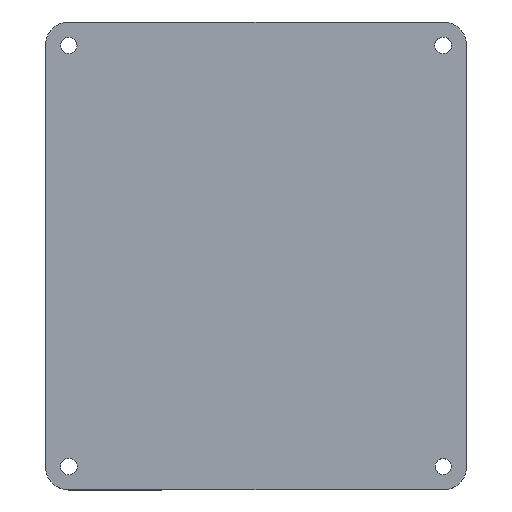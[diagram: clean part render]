
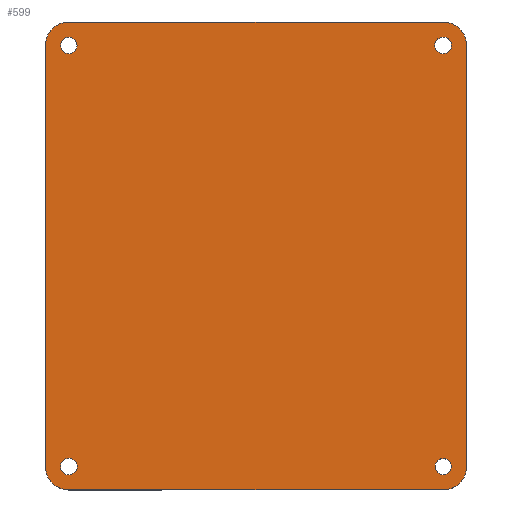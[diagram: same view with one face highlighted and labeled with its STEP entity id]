
A CAD part, top view. The second image highlights one B-rep face of the part: STEP entity #599.
In plain terms, the highlighted planar face has unit normal (0, 0, 1).
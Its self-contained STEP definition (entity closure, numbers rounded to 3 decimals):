
#2 = EDGE_CURVE ( 'NONE', #155, #293, #54, .T. ) ;
#7 = DIRECTION ( 'NONE',  ( 1., 0., 0. ) ) ;
#9 = DIRECTION ( 'NONE',  ( 1., 0., 0. ) ) ;
#24 = VECTOR ( 'NONE', #299, 1000. ) ;
#27 = CARTESIAN_POINT ( 'NONE',  ( -76.782, -32.831, 10. ) ) ;
#36 = LINE ( 'NONE', #581, #236 ) ;
#37 = VERTEX_POINT ( 'NONE', #390 ) ;
#40 = EDGE_LOOP ( 'NONE', ( #337, #368 ) ) ;
#51 = AXIS2_PLACEMENT_3D ( 'NONE', #616, #68, #419 ) ;
#54 = CIRCLE ( 'NONE', #341, 10. ) ;
#56 = DIRECTION ( 'NONE',  ( 0., 0., 1. ) ) ;
#60 = EDGE_CURVE ( 'NONE', #615, #635, #36, .T. ) ;
#65 = ORIENTED_EDGE ( 'NONE', *, *, #478, .F. ) ;
#68 = DIRECTION ( 'NONE',  ( 0., 0., 1. ) ) ;
#88 = VERTEX_POINT ( 'NONE', #481 ) ;
#89 = ORIENTED_EDGE ( 'NONE', *, *, #611, .F. ) ;
#94 = DIRECTION ( 'NONE',  ( 1., 0., 0. ) ) ;
#96 = CIRCLE ( 'NONE', #473, 10. ) ;
#103 = VERTEX_POINT ( 'NONE', #144 ) ;
#107 = DIRECTION ( 'NONE',  ( 1., 0., 0. ) ) ;
#113 = ORIENTED_EDGE ( 'NONE', *, *, #2, .T. ) ;
#118 = CARTESIAN_POINT ( 'NONE',  ( -66.782, 147.169, 10. ) ) ;
#126 = CIRCLE ( 'NONE', #187, 10. ) ;
#133 = AXIS2_PLACEMENT_3D ( 'NONE', #547, #351, #7 ) ;
#139 = ORIENTED_EDGE ( 'NONE', *, *, #258, .T. ) ;
#142 = CARTESIAN_POINT ( 'NONE',  ( 93.218, -32.831, 10. ) ) ;
#144 = CARTESIAN_POINT ( 'NONE',  ( -66.782, 157.169, 10. ) ) ;
#147 = DIRECTION ( 'NONE',  ( 0., 0., 1. ) ) ;
#151 = DIRECTION ( 'NONE',  ( 0., 0., 1. ) ) ;
#155 = VERTEX_POINT ( 'NONE', #287 ) ;
#158 = CIRCLE ( 'NONE', #224, 3.532 ) ;
#159 = CARTESIAN_POINT ( 'NONE',  ( 93.218, -42.831, 10. ) ) ;
#164 = CARTESIAN_POINT ( 'NONE',  ( 93.218, -32.831, 10. ) ) ;
#166 = VERTEX_POINT ( 'NONE', #296 ) ;
#170 = PLANE ( 'NONE',  #334 ) ;
#179 = CARTESIAN_POINT ( 'NONE',  ( 103.218, 147.169, 10. ) ) ;
#183 = DIRECTION ( 'NONE',  ( 0., 0., 1. ) ) ;
#187 = AXIS2_PLACEMENT_3D ( 'NONE', #260, #504, #512 ) ;
#190 = EDGE_CURVE ( 'NONE', #88, #238, #301, .T. ) ;
#196 = CARTESIAN_POINT ( 'NONE',  ( -63.25, 147.169, 10. ) ) ;
#207 = FACE_BOUND ( 'NONE', #572, .T. ) ;
#208 = DIRECTION ( 'NONE',  ( 0., 0., 1. ) ) ;
#215 = DIRECTION ( 'NONE',  ( 0., 0., 1. ) ) ;
#217 = EDGE_CURVE ( 'NONE', #37, #155, #593, .T. ) ;
#224 = AXIS2_PLACEMENT_3D ( 'NONE', #366, #605, #505 ) ;
#226 = ORIENTED_EDGE ( 'NONE', *, *, #60, .T. ) ;
#231 = CARTESIAN_POINT ( 'NONE',  ( -66.782, -32.831, 10. ) ) ;
#236 = VECTOR ( 'NONE', #441, 1000. ) ;
#238 = VERTEX_POINT ( 'NONE', #546 ) ;
#239 = CIRCLE ( 'NONE', #298, 3.45 ) ;
#242 = CARTESIAN_POINT ( 'NONE',  ( -63.224, -32.831, 10. ) ) ;
#246 = FACE_OUTER_BOUND ( 'NONE', #621, .T. ) ;
#247 = CARTESIAN_POINT ( 'NONE',  ( 103.218, -32.831, 10. ) ) ;
#248 = CARTESIAN_POINT ( 'NONE',  ( 89.768, -32.831, 10. ) ) ;
#251 = AXIS2_PLACEMENT_3D ( 'NONE', #594, #362, #503 ) ;
#258 = EDGE_CURVE ( 'NONE', #293, #338, #577, .T. ) ;
#260 = CARTESIAN_POINT ( 'NONE',  ( -66.782, -32.831, 10. ) ) ;
#273 = VECTOR ( 'NONE', #346, 1000. ) ;
#276 = EDGE_CURVE ( 'NONE', #338, #166, #96, .T. ) ;
#278 = VERTEX_POINT ( 'NONE', #411 ) ;
#286 = CIRCLE ( 'NONE', #494, 10. ) ;
#287 = CARTESIAN_POINT ( 'NONE',  ( 93.218, -42.831, 10. ) ) ;
#293 = VERTEX_POINT ( 'NONE', #247 ) ;
#296 = CARTESIAN_POINT ( 'NONE',  ( 93.218, 157.169, 10. ) ) ;
#298 = AXIS2_PLACEMENT_3D ( 'NONE', #446, #147, #9 ) ;
#299 = DIRECTION ( 'NONE',  ( 1., 0., 0. ) ) ;
#301 = CIRCLE ( 'NONE', #251, 3.576 ) ;
#305 = LINE ( 'NONE', #488, #273 ) ;
#313 = VERTEX_POINT ( 'NONE', #493 ) ;
#322 = AXIS2_PLACEMENT_3D ( 'NONE', #405, #208, #94 ) ;
#325 = ORIENTED_EDGE ( 'NONE', *, *, #276, .T. ) ;
#328 = EDGE_CURVE ( 'NONE', #313, #515, #464, .T. ) ;
#331 = DIRECTION ( 'NONE',  ( 1., 0., 0. ) ) ;
#332 = CIRCLE ( 'NONE', #322, 3.45 ) ;
#334 = AXIS2_PLACEMENT_3D ( 'NONE', #164, #215, #612 ) ;
#337 = ORIENTED_EDGE ( 'NONE', *, *, #428, .F. ) ;
#338 = VERTEX_POINT ( 'NONE', #179 ) ;
#341 = AXIS2_PLACEMENT_3D ( 'NONE', #142, #483, #386 ) ;
#346 = DIRECTION ( 'NONE',  ( -1., 0., 0. ) ) ;
#351 = DIRECTION ( 'NONE',  ( 0., 0., 1. ) ) ;
#356 = CARTESIAN_POINT ( 'NONE',  ( 93.218, 147.169, 10. ) ) ;
#362 = DIRECTION ( 'NONE',  ( 0., 0., 1. ) ) ;
#366 = CARTESIAN_POINT ( 'NONE',  ( -66.782, 147.169, 10. ) ) ;
#368 = ORIENTED_EDGE ( 'NONE', *, *, #328, .F. ) ;
#369 = ORIENTED_EDGE ( 'NONE', *, *, #518, .T. ) ;
#373 = EDGE_LOOP ( 'NONE', ( #633, #606 ) ) ;
#379 = FACE_BOUND ( 'NONE', #617, .T. ) ;
#386 = DIRECTION ( 'NONE',  ( 1., 0., 0. ) ) ;
#390 = CARTESIAN_POINT ( 'NONE',  ( -66.782, -42.831, 10. ) ) ;
#397 = CIRCLE ( 'NONE', #399, 3.576 ) ;
#399 = AXIS2_PLACEMENT_3D ( 'NONE', #541, #151, #107 ) ;
#403 = DIRECTION ( 'NONE',  ( 1., 0., 0. ) ) ;
#405 = CARTESIAN_POINT ( 'NONE',  ( 93.218, -32.831, 10. ) ) ;
#407 = ORIENTED_EDGE ( 'NONE', *, *, #574, .T. ) ;
#408 = DIRECTION ( 'NONE',  ( 0., 1., 0. ) ) ;
#410 = CARTESIAN_POINT ( 'NONE',  ( -76.782, 147.169, 10. ) ) ;
#411 = CARTESIAN_POINT ( 'NONE',  ( 96.668, -32.831, 10. ) ) ;
#412 = DIRECTION ( 'NONE',  ( 1., 0., 0. ) ) ;
#419 = DIRECTION ( 'NONE',  ( 1., 0., 0. ) ) ;
#428 = EDGE_CURVE ( 'NONE', #515, #313, #526, .T. ) ;
#435 = EDGE_CURVE ( 'NONE', #238, #88, #397, .T. ) ;
#438 = ORIENTED_EDGE ( 'NONE', *, *, #458, .F. ) ;
#441 = DIRECTION ( 'NONE',  ( 0., -1., 0. ) ) ;
#446 = CARTESIAN_POINT ( 'NONE',  ( 93.218, -32.831, 10. ) ) ;
#453 = CIRCLE ( 'NONE', #51, 3.532 ) ;
#458 = EDGE_CURVE ( 'NONE', #471, #278, #332, .T. ) ;
#464 = CIRCLE ( 'NONE', #543, 3.558 ) ;
#471 = VERTEX_POINT ( 'NONE', #248 ) ;
#473 = AXIS2_PLACEMENT_3D ( 'NONE', #356, #56, #403 ) ;
#478 = EDGE_CURVE ( 'NONE', #278, #471, #239, .T. ) ;
#480 = VERTEX_POINT ( 'NONE', #196 ) ;
#481 = CARTESIAN_POINT ( 'NONE',  ( 89.642, 147.169, 10. ) ) ;
#483 = DIRECTION ( 'NONE',  ( 0., 0., 1. ) ) ;
#488 = CARTESIAN_POINT ( 'NONE',  ( 93.218, 157.169, 10. ) ) ;
#493 = CARTESIAN_POINT ( 'NONE',  ( -70.339, -32.831, 10. ) ) ;
#494 = AXIS2_PLACEMENT_3D ( 'NONE', #118, #610, #412 ) ;
#502 = FACE_BOUND ( 'NONE', #40, .T. ) ;
#503 = DIRECTION ( 'NONE',  ( 1., 0., 0. ) ) ;
#504 = DIRECTION ( 'NONE',  ( 0., 0., 1. ) ) ;
#505 = DIRECTION ( 'NONE',  ( 1., 0., 0. ) ) ;
#506 = CARTESIAN_POINT ( 'NONE',  ( -70.314, 147.169, 10. ) ) ;
#511 = FACE_BOUND ( 'NONE', #373, .T. ) ;
#512 = DIRECTION ( 'NONE',  ( -1., 0., 0. ) ) ;
#515 = VERTEX_POINT ( 'NONE', #242 ) ;
#518 = EDGE_CURVE ( 'NONE', #166, #103, #305, .T. ) ;
#521 = EDGE_CURVE ( 'NONE', #103, #615, #286, .T. ) ;
#526 = CIRCLE ( 'NONE', #133, 3.558 ) ;
#541 = CARTESIAN_POINT ( 'NONE',  ( 93.218, 147.169, 10. ) ) ;
#543 = AXIS2_PLACEMENT_3D ( 'NONE', #231, #183, #331 ) ;
#546 = CARTESIAN_POINT ( 'NONE',  ( 96.794, 147.169, 10. ) ) ;
#547 = CARTESIAN_POINT ( 'NONE',  ( -66.782, -32.831, 10. ) ) ;
#560 = VERTEX_POINT ( 'NONE', #506 ) ;
#572 = EDGE_LOOP ( 'NONE', ( #89, #620 ) ) ;
#574 = EDGE_CURVE ( 'NONE', #635, #37, #126, .T. ) ;
#577 = LINE ( 'NONE', #603, #619 ) ;
#578 = ORIENTED_EDGE ( 'NONE', *, *, #521, .T. ) ;
#581 = CARTESIAN_POINT ( 'NONE',  ( -76.782, -32.831, 10. ) ) ;
#584 = EDGE_CURVE ( 'NONE', #560, #480, #158, .T. ) ;
#593 = LINE ( 'NONE', #159, #24 ) ;
#594 = CARTESIAN_POINT ( 'NONE',  ( 93.218, 147.169, 10. ) ) ;
#599 = ADVANCED_FACE ( 'NONE', ( #207, #511, #379, #502, #246 ), #170, .T. ) ;
#603 = CARTESIAN_POINT ( 'NONE',  ( 103.218, -32.831, 10. ) ) ;
#605 = DIRECTION ( 'NONE',  ( 0., 0., 1. ) ) ;
#606 = ORIENTED_EDGE ( 'NONE', *, *, #190, .F. ) ;
#610 = DIRECTION ( 'NONE',  ( 0., 0., 1. ) ) ;
#611 = EDGE_CURVE ( 'NONE', #480, #560, #453, .T. ) ;
#612 = DIRECTION ( 'NONE',  ( 1., 0., 0. ) ) ;
#615 = VERTEX_POINT ( 'NONE', #410 ) ;
#616 = CARTESIAN_POINT ( 'NONE',  ( -66.782, 147.169, 10. ) ) ;
#617 = EDGE_LOOP ( 'NONE', ( #65, #438 ) ) ;
#619 = VECTOR ( 'NONE', #408, 1000. ) ;
#620 = ORIENTED_EDGE ( 'NONE', *, *, #584, .F. ) ;
#621 = EDGE_LOOP ( 'NONE', ( #113, #139, #325, #369, #578, #226, #407, #622 ) ) ;
#622 = ORIENTED_EDGE ( 'NONE', *, *, #217, .T. ) ;
#633 = ORIENTED_EDGE ( 'NONE', *, *, #435, .F. ) ;
#635 = VERTEX_POINT ( 'NONE', #27 ) ;
